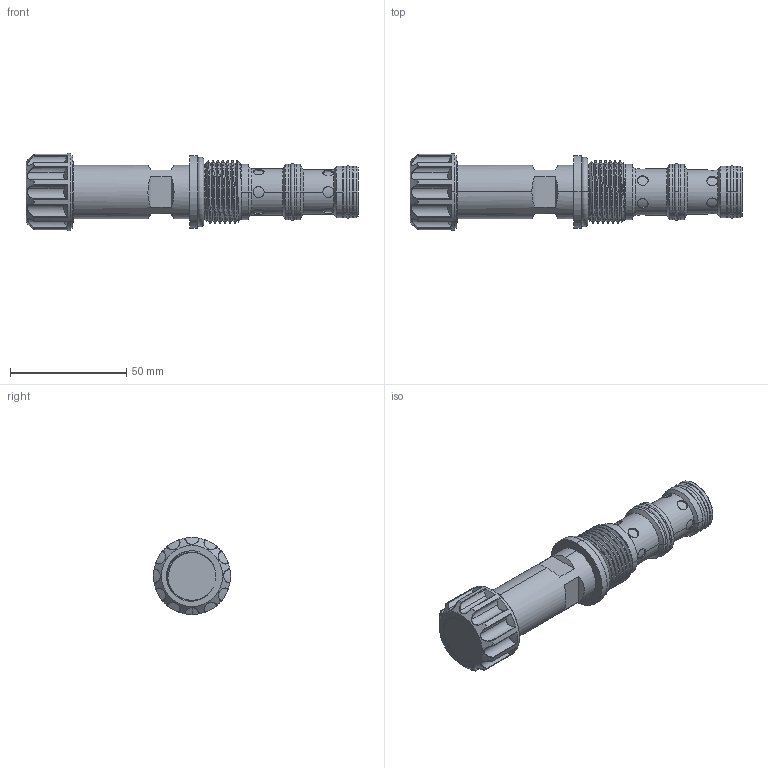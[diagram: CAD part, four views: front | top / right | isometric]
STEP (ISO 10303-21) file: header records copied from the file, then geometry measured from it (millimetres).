
FILE_DESCRIPTION (( 'STEP AP203' ), '1' );
FILE_NAME ('PFQ12W3G-N.STEP', '2024-06-26T06:50:20', ( '' ), ( '' ), 'SwSTEP 2.0', 'SolidWorks 2018', '' );
FILE_SCHEMA (( 'CONFIG_CONTROL_DESIGN' ));
Length unit declared in the file: millimetre
Products named in the file (1): PFQ12W3G-N
Bounding box: 142.65 x 33.1 x 33.1 mm (x, y, z)
Volume: 64063.6 mm3; surface area: 15960.3 mm2
Topology: 2 solids, 3 shells, 324 faces, 741 edges, 454 vertices
Faces by surface type: cylinder 163, cone 41, plane 39, torus 33, bspline 24, sphere 24
Entity records: 18853 total; most frequent: CARTESIAN_POINT 11889, ORIENTED_EDGE 1478, DIRECTION 1385, EDGE_CURVE 739, AXIS2_PLACEMENT_3D 587, VERTEX_POINT 454, EDGE_LOOP 357, ADVANCED_FACE 324
